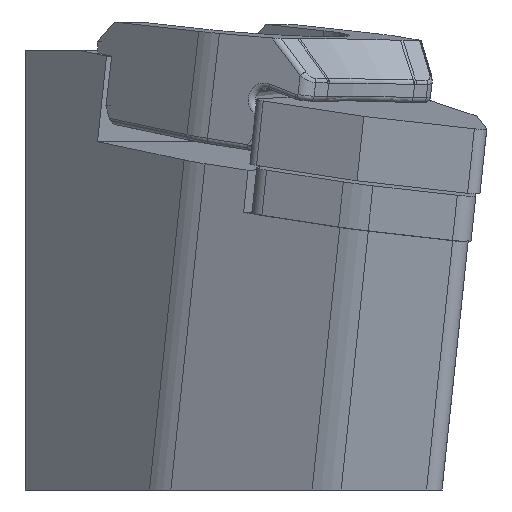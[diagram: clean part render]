
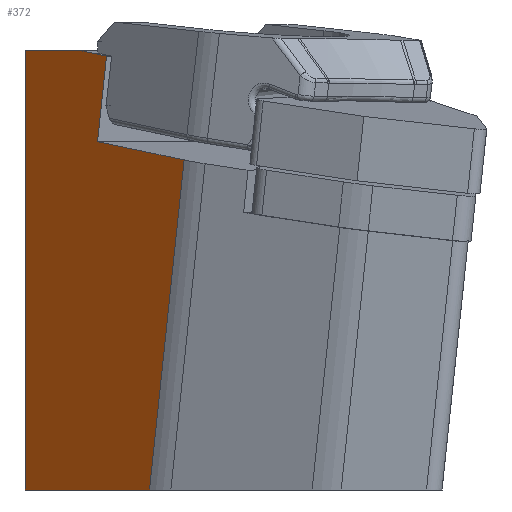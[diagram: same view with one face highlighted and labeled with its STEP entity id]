
A CAD part, left-side view. The second image highlights one B-rep face of the part: STEP entity #372.
In plain terms, the highlighted planar face has unit normal (-0.703, 0.711, 0).
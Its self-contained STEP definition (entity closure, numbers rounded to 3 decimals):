
#372=ADVANCED_FACE('',(#618),#544,.F.);
#544=PLANE('',#3195);
#618=FACE_OUTER_BOUND('',#789,.T.);
#789=EDGE_LOOP('',(#1483,#1484,#1485,#1486,#1487,#1488,#1489));
#971=LINE('',#4330,#1200);
#976=LINE('',#4342,#1205);
#1001=LINE('',#4400,#1230);
#1002=LINE('',#4404,#1231);
#1003=LINE('',#4406,#1232);
#1004=LINE('',#4408,#1233);
#1005=LINE('',#4409,#1234);
#1200=VECTOR('',#3497,1.);
#1205=VECTOR('',#3508,1.);
#1230=VECTOR('',#3553,1.);
#1231=VECTOR('',#3558,1.);
#1232=VECTOR('',#3559,1.);
#1233=VECTOR('',#3560,1.);
#1234=VECTOR('',#3561,1.);
#1483=ORIENTED_EDGE('',*,*,#2645,.F.);
#1484=ORIENTED_EDGE('',*,*,#2639,.F.);
#1485=ORIENTED_EDGE('',*,*,#2677,.F.);
#1486=ORIENTED_EDGE('',*,*,#2678,.F.);
#1487=ORIENTED_EDGE('',*,*,#2679,.F.);
#1488=ORIENTED_EDGE('',*,*,#2675,.F.);
#1489=ORIENTED_EDGE('',*,*,#2680,.F.);
#2337=VERTEX_POINT('',#4306);
#2349=VERTEX_POINT('',#4329);
#2354=VERTEX_POINT('',#4343);
#2376=VERTEX_POINT('',#4399);
#2377=VERTEX_POINT('',#4401);
#2378=VERTEX_POINT('',#4405);
#2379=VERTEX_POINT('',#4407);
#2639=EDGE_CURVE('',#2349,#2337,#971,.T.);
#2645=EDGE_CURVE('',#2337,#2354,#976,.T.);
#2675=EDGE_CURVE('',#2376,#2377,#1001,.T.);
#2677=EDGE_CURVE('',#2378,#2349,#1002,.T.);
#2678=EDGE_CURVE('',#2379,#2378,#1003,.T.);
#2679=EDGE_CURVE('',#2377,#2379,#1004,.T.);
#2680=EDGE_CURVE('',#2354,#2376,#1005,.T.);
#3195=AXIS2_PLACEMENT_3D('',#4410,#3562,#3563);
#3497=DIRECTION('',(-0.703,-0.696,-0.147));
#3508=DIRECTION('',(0.105,0.104,-0.989));
#3553=DIRECTION('',(0.105,0.104,-0.989));
#3558=DIRECTION('',(-0.711,-0.703,0.));
#3559=DIRECTION('',(0.001,0.,1.));
#3560=DIRECTION('',(0.711,0.703,0.));
#3561=DIRECTION('',(-0.703,-0.696,-0.147));
#3562=DIRECTION('',(0.703,-0.711,0.));
#3563=DIRECTION('',(0.711,0.703,0.));
#4306=CARTESIAN_POINT('',(12.783,26.364,5.079));
#4329=CARTESIAN_POINT('',(14.793,28.351,5.5));
#4330=CARTESIAN_POINT('',(6.71,20.357,3.806));
#4342=CARTESIAN_POINT('',(16.521,30.081,-30.291));
#4343=CARTESIAN_POINT('',(13.409,26.986,-0.847));
#4399=CARTESIAN_POINT('',(7.336,20.98,-2.12));
#4400=CARTESIAN_POINT('',(10.448,24.074,-31.564));
#4401=CARTESIAN_POINT('',(9.754,23.385,-25.));
#4404=CARTESIAN_POINT('',(10.458,24.064,5.5));
#4405=CARTESIAN_POINT('',(18.481,32.,5.5));
#4406=CARTESIAN_POINT('',(18.46,32.,-31.568));
#4407=CARTESIAN_POINT('',(18.464,32.,-25.));
#4408=CARTESIAN_POINT('',(10.449,24.073,-25.));
#4409=CARTESIAN_POINT('',(7.336,20.98,-2.12));
#4410=CARTESIAN_POINT('',(10.448,24.074,-31.564));
